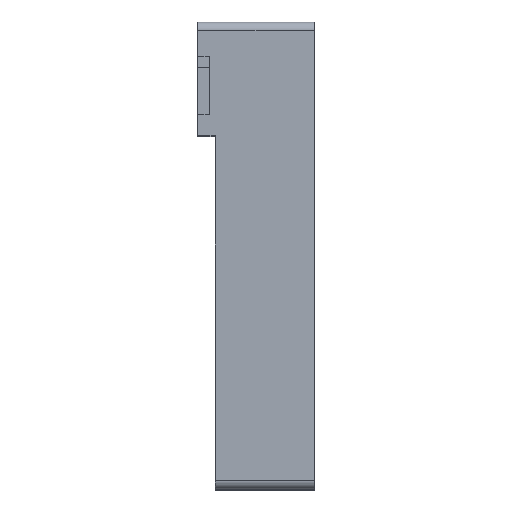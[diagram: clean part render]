
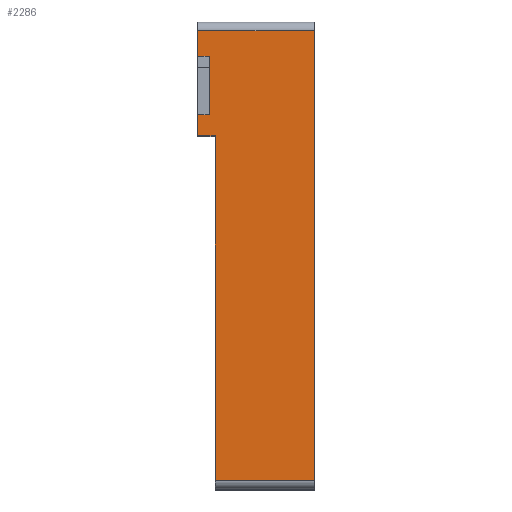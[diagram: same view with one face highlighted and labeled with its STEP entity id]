
A CAD part, top view. The second image highlights one B-rep face of the part: STEP entity #2286.
In plain terms, the highlighted planar face has unit normal (0, 0, 1).
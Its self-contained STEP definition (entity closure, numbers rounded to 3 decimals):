
#203 = DIRECTION ( 'NONE',  ( 1., 0., 0. ) ) ;
#214 = ORIENTED_EDGE ( 'NONE', *, *, #727, .F. ) ;
#231 = EDGE_CURVE ( 'NONE', #3517, #487, #409, .T. ) ;
#288 = DIRECTION ( 'NONE',  ( 0., 1., 0. ) ) ;
#373 = VERTEX_POINT ( 'NONE', #2660 ) ;
#409 = LINE ( 'NONE', #1393, #3377 ) ;
#444 = ORIENTED_EDGE ( 'NONE', *, *, #3498, .F. ) ;
#452 = CARTESIAN_POINT ( 'NONE',  ( -3., 24.15, 45. ) ) ;
#487 = VERTEX_POINT ( 'NONE', #1370 ) ;
#550 = VECTOR ( 'NONE', #3841, 1000. ) ;
#609 = LINE ( 'NONE', #3602, #3778 ) ;
#629 = DIRECTION ( 'NONE',  ( 0., 1., 0. ) ) ;
#656 = CARTESIAN_POINT ( 'NONE',  ( 0., -38.5, 45. ) ) ;
#661 = LINE ( 'NONE', #3243, #2962 ) ;
#675 = PLANE ( 'NONE',  #883 ) ;
#694 = FACE_OUTER_BOUND ( 'NONE', #2479, .T. ) ;
#727 = EDGE_CURVE ( 'NONE', #487, #2250, #745, .T. ) ;
#729 = EDGE_CURVE ( 'NONE', #1163, #373, #3052, .T. ) ;
#745 = LINE ( 'NONE', #452, #3281 ) ;
#883 = AXIS2_PLACEMENT_3D ( 'NONE', #1995, #3558, #288 ) ;
#913 = LINE ( 'NONE', #1897, #3505 ) ;
#939 = EDGE_CURVE ( 'NONE', #3582, #1012, #661, .T. ) ;
#968 = CARTESIAN_POINT ( 'NONE',  ( -1., 24.15, 45. ) ) ;
#972 = VECTOR ( 'NONE', #3647, 1000. ) ;
#1007 = ORIENTED_EDGE ( 'NONE', *, *, #1529, .T. ) ;
#1012 = VERTEX_POINT ( 'NONE', #1405 ) ;
#1085 = CARTESIAN_POINT ( 'NONE',  ( -3., 38.5, 45. ) ) ;
#1163 = VERTEX_POINT ( 'NONE', #2803 ) ;
#1174 = CARTESIAN_POINT ( 'NONE',  ( 0., 40., 45. ) ) ;
#1220 = EDGE_CURVE ( 'NONE', #3517, #3569, #3127, .T. ) ;
#1302 = EDGE_CURVE ( 'NONE', #3582, #1523, #609, .T. ) ;
#1338 = ORIENTED_EDGE ( 'NONE', *, *, #2160, .T. ) ;
#1364 = VECTOR ( 'NONE', #203, 1000. ) ;
#1370 = CARTESIAN_POINT ( 'NONE',  ( -3., 24.15, 45. ) ) ;
#1393 = CARTESIAN_POINT ( 'NONE',  ( -3., 24.15, 45. ) ) ;
#1405 = CARTESIAN_POINT ( 'NONE',  ( -1., 34.15, 45. ) ) ;
#1431 = CARTESIAN_POINT ( 'NONE',  ( 17., 40., 45. ) ) ;
#1523 = VERTEX_POINT ( 'NONE', #1085 ) ;
#1529 = EDGE_CURVE ( 'NONE', #3569, #2211, #2072, .T. ) ;
#1543 = VECTOR ( 'NONE', #1755, 1000. ) ;
#1608 = DIRECTION ( 'NONE',  ( 0., 1., 0. ) ) ;
#1684 = CARTESIAN_POINT ( 'NONE',  ( -1., 27.9, 45. ) ) ;
#1738 = ORIENTED_EDGE ( 'NONE', *, *, #3438, .T. ) ;
#1755 = DIRECTION ( 'NONE',  ( 0., -1., 0. ) ) ;
#1787 = CARTESIAN_POINT ( 'NONE',  ( -3., 34.15, 45. ) ) ;
#1870 = CARTESIAN_POINT ( 'NONE',  ( -3., 20.5, 45. ) ) ;
#1897 = CARTESIAN_POINT ( 'NONE',  ( 17., 38.5, 45. ) ) ;
#1995 = CARTESIAN_POINT ( 'NONE',  ( 17., 40., 45. ) ) ;
#2029 = ORIENTED_EDGE ( 'NONE', *, *, #1220, .T. ) ;
#2072 = LINE ( 'NONE', #1174, #1543 ) ;
#2160 = EDGE_CURVE ( 'NONE', #2211, #373, #2782, .T. ) ;
#2211 = VERTEX_POINT ( 'NONE', #656 ) ;
#2250 = VERTEX_POINT ( 'NONE', #968 ) ;
#2286 = ADVANCED_FACE ( 'NONE', ( #694 ), #675, .F. ) ;
#2395 = ORIENTED_EDGE ( 'NONE', *, *, #939, .T. ) ;
#2463 = CARTESIAN_POINT ( 'NONE',  ( 17., -38.5, 45. ) ) ;
#2479 = EDGE_LOOP ( 'NONE', ( #1738, #2851, #2395, #444, #214, #3227, #2029, #1007, #1338, #3473 ) ) ;
#2660 = CARTESIAN_POINT ( 'NONE',  ( 17., -38.5, 45. ) ) ;
#2725 = DIRECTION ( 'NONE',  ( 1., 0., 0. ) ) ;
#2782 = LINE ( 'NONE', #2463, #1364 ) ;
#2803 = CARTESIAN_POINT ( 'NONE',  ( 17., 38.5, 45. ) ) ;
#2815 = VECTOR ( 'NONE', #3515, 1000. ) ;
#2851 = ORIENTED_EDGE ( 'NONE', *, *, #1302, .F. ) ;
#2937 = CARTESIAN_POINT ( 'NONE',  ( -3., 20.5, 45. ) ) ;
#2962 = VECTOR ( 'NONE', #3884, 1000. ) ;
#3052 = LINE ( 'NONE', #1431, #550 ) ;
#3127 = LINE ( 'NONE', #1870, #2815 ) ;
#3195 = DIRECTION ( 'NONE',  ( -1., 0., 0. ) ) ;
#3227 = ORIENTED_EDGE ( 'NONE', *, *, #231, .F. ) ;
#3243 = CARTESIAN_POINT ( 'NONE',  ( -3., 34.15, 45. ) ) ;
#3281 = VECTOR ( 'NONE', #2725, 1000. ) ;
#3367 = CARTESIAN_POINT ( 'NONE',  ( 0., 20.5, 45. ) ) ;
#3377 = VECTOR ( 'NONE', #1608, 1000. ) ;
#3438 = EDGE_CURVE ( 'NONE', #1163, #1523, #913, .T. ) ;
#3473 = ORIENTED_EDGE ( 'NONE', *, *, #729, .F. ) ;
#3498 = EDGE_CURVE ( 'NONE', #2250, #1012, #3690, .T. ) ;
#3505 = VECTOR ( 'NONE', #3195, 1000. ) ;
#3515 = DIRECTION ( 'NONE',  ( 1., 0., 0. ) ) ;
#3517 = VERTEX_POINT ( 'NONE', #2937 ) ;
#3558 = DIRECTION ( 'NONE',  ( 0., 0., -1. ) ) ;
#3569 = VERTEX_POINT ( 'NONE', #3367 ) ;
#3582 = VERTEX_POINT ( 'NONE', #1787 ) ;
#3602 = CARTESIAN_POINT ( 'NONE',  ( -3., 38.5, 45. ) ) ;
#3647 = DIRECTION ( 'NONE',  ( 0., 1., 0. ) ) ;
#3690 = LINE ( 'NONE', #1684, #972 ) ;
#3778 = VECTOR ( 'NONE', #629, 1000. ) ;
#3841 = DIRECTION ( 'NONE',  ( 0., -1., 0. ) ) ;
#3884 = DIRECTION ( 'NONE',  ( 1., 0., 0. ) ) ;
